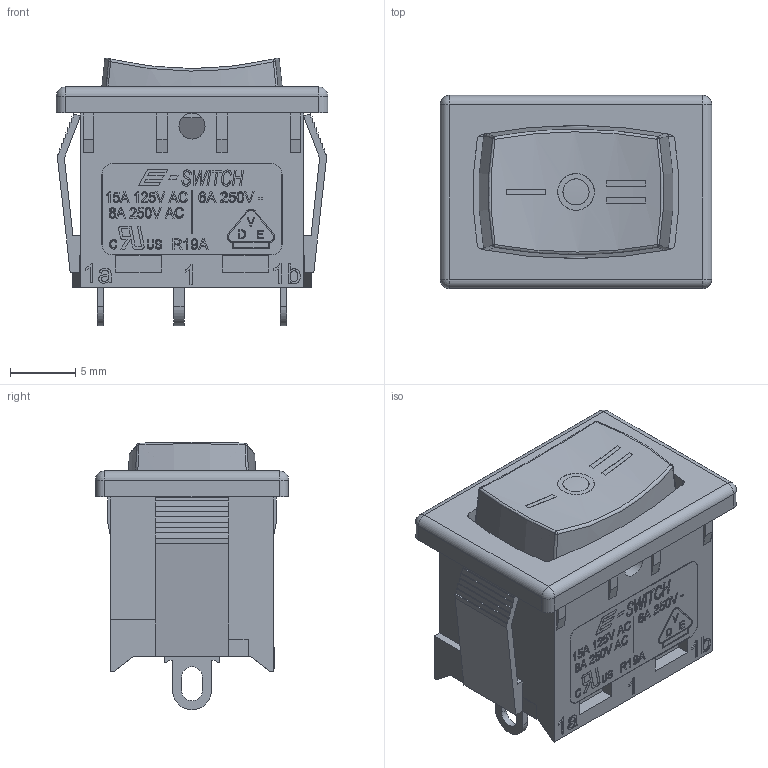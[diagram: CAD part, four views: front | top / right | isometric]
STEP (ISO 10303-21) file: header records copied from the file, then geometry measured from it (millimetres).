
FILE_DESCRIPTION(/* description */ (''),/* implementation_level */ '2;1');
FILE_NAME(/* name */ 'R1966DxxxxxxCS.stp',/* time_stamp */ '2025-05-29T16:27:50-05:00',/* author */ ('mroman'),/* organization */ (''),/* preprocessor_version */ 'ST-DEVELOPER v18.1',/* originating_system */ 'Autodesk Inventor 2022',/* authorisation */ '');
FILE_SCHEMA (('AUTOMOTIVE_DESIGN { 1 0 10303 214 3 1 1 }'));
Length unit declared in the file: centimetre
Products named in the file (1): R1966DxxxxxxCS
Bounding box: 20.8 x 14.8 x 20.51 mm (x, y, z)
Volume: 1747.3 mm3; surface area: 3335.8 mm2
Topology: 1 solids, 1 shells, 995 faces, 2707 edges, 1790 vertices
Faces by surface type: plane 628, bspline 303, cylinder 60, sphere 4
Full cylindrical faces by diameter (mm): 2 x2
Entity records: 34872 total; most frequent: CARTESIAN_POINT 11712, ORIENTED_EDGE 5398, DIRECTION 3601, EDGE_CURVE 2699, LINE 1923, VECTOR 1923, VERTEX_POINT 1790, EDGE_LOOP 1091
